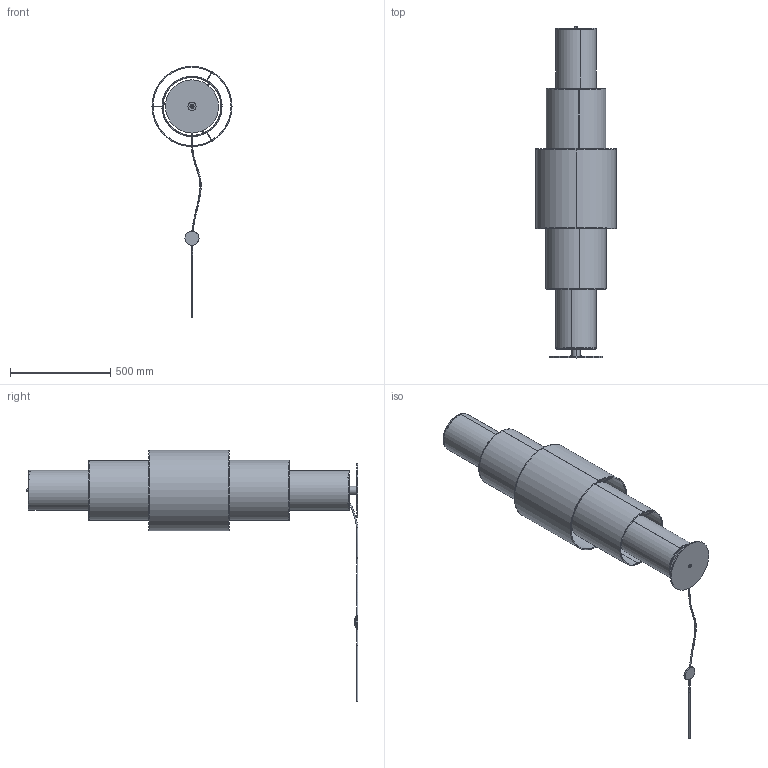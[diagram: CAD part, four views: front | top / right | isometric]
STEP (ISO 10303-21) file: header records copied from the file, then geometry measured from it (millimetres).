
FILE_DESCRIPTION (( 'STEP AP214' ), '1' );
FILE_NAME ('CROISSANT FLY FLOOR LAMP D400 H1640.STEP', '2022-11-07T12:19:04', ( '' ), ( '' ), 'SwSTEP 2.0', 'SolidWorks 2018', '' );
FILE_SCHEMA (( 'AUTOMOTIVE_DESIGN' ));
Length unit declared in the file: millimetre
Products named in the file (19): Fly põrandalambi alusplaat; Fly põrandalambi juhe; Fly põrandalambi alumine raskus; Swivel joint 2; CROISSANT FLY FLOOR LAMP D400 H1640; Fly põrandalambi ülemine kate; Soklikoostu; FLY kuppel D300_Alumise rängaga; Juhtmelukk; FLY kuppel D300; Pleks ülemisse kuplisse; Fly põrandalambi alumine pleks; Swivel joint_90deg; Fly põrandalambi toru; FLY kuppel D400; Swivel joint 1; E27 classic P; FLY kuppel D200; E27 sokkel
Assembly tree (28 placements, depth 3):
  CROISSANT FLY FLOOR LAMP D400 H1640
    FLY kuppel D200  x2
    Pleks ülemisse kuplisse
    FLY kuppel D300
    FLY kuppel D400
    FLY kuppel D300_Alumise rängaga
    Fly põrandalambi alumine pleks
    Soklikoostu
    Juhtmelukk
    E27 classic P  x4
    E27 sokkel  x4
    Swivel joint_90deg  x4
      Swivel joint 1
      Swivel joint 2
    Fly põrandalambi alusplaat
    Fly põrandalambi alumine raskus
    Fly põrandalambi ülemine kate
    Fly põrandalambi toru
    Fly põrandalambi juhe
Bounding box: 400 x 1654.37 x 1253.61 mm (x, y, z)
Volume: 2436596.2 mm3; surface area: 4010574.3 mm2
Topology: 60 solids, 60 shells, 549 faces, 1235 edges, 756 vertices
Faces by surface type: cylinder 209, plane 146, torus 122, sphere 34, cone 32, bspline 6
Entity records: 13349 total; most frequent: CARTESIAN_POINT 4185, DIRECTION 1937, ORIENTED_EDGE 1478, AXIS2_PLACEMENT_3D 861, EDGE_CURVE 739, CIRCLE 480, VERTEX_POINT 445, EDGE_LOOP 380
